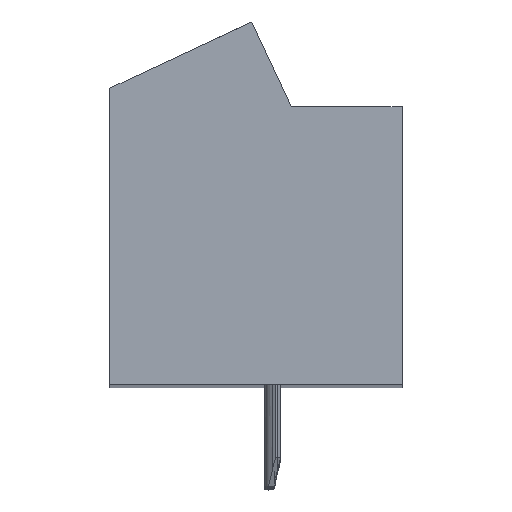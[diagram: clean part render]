
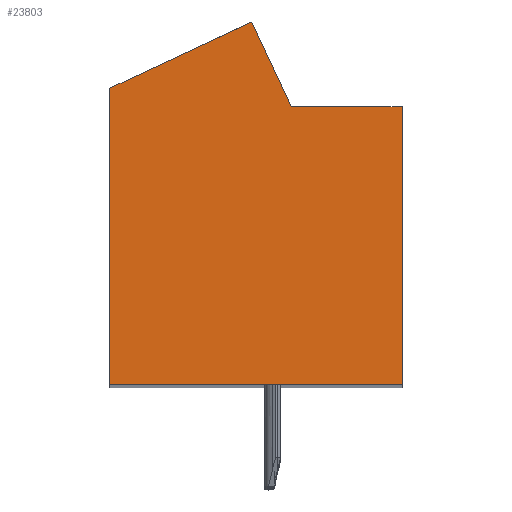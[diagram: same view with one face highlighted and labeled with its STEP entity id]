
A CAD part, top view. The second image highlights one B-rep face of the part: STEP entity #23803.
In plain terms, the highlighted planar face has unit normal (0, 0, 1).
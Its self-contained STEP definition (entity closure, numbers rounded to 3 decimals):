
#8301=DIRECTION('',(-1.,0.,0.));
#8302=VECTOR('',#8301,3.79);
#8303=CARTESIAN_POINT('',(5.002,3.3,68.25));
#8304=LINE('',#8303,#8302);
#8305=DIRECTION('',(0.,1.,0.));
#8306=VECTOR('',#8305,9.5);
#8307=CARTESIAN_POINT('',(5.002,-6.2,68.25));
#8308=LINE('',#8307,#8306);
#8309=DIRECTION('',(1.,0.,0.));
#8310=VECTOR('',#8309,10.);
#8311=CARTESIAN_POINT('',(-4.998,-6.2,68.25));
#8312=LINE('',#8311,#8310);
#8313=DIRECTION('',(0.,-1.,0.));
#8314=VECTOR('',#8313,10.135);
#8315=CARTESIAN_POINT('',(-4.998,3.935,68.25));
#8316=LINE('',#8315,#8314);
#8317=DIRECTION('',(-0.906,-0.423,0.));
#8318=VECTOR('',#8317,5.36);
#8319=CARTESIAN_POINT('',(-0.14,6.2,68.25));
#8320=LINE('',#8319,#8318);
#8321=DIRECTION('',(-0.423,0.906,0.));
#8322=VECTOR('',#8321,3.2);
#8323=CARTESIAN_POINT('',(1.212,3.3,68.25));
#8324=LINE('',#8323,#8322);
#10237=CARTESIAN_POINT('',(5.002,3.3,68.25));
#10238=CARTESIAN_POINT('',(1.212,3.3,68.25));
#10239=VERTEX_POINT('',#10237);
#10240=VERTEX_POINT('',#10238);
#10241=CARTESIAN_POINT('',(-0.14,6.2,68.25));
#10242=VERTEX_POINT('',#10241);
#10243=CARTESIAN_POINT('',(-4.998,3.935,68.25));
#10244=VERTEX_POINT('',#10243);
#10245=CARTESIAN_POINT('',(-4.998,-6.2,68.25));
#10246=VERTEX_POINT('',#10245);
#10247=CARTESIAN_POINT('',(5.002,-6.2,68.25));
#10248=VERTEX_POINT('',#10247);
#23790=CARTESIAN_POINT('',(0.,0.,68.25));
#23791=DIRECTION('',(0.,0.,1.));
#23792=DIRECTION('',(1.,0.,0.));
#23793=AXIS2_PLACEMENT_3D('',#23790,#23791,#23792);
#23794=PLANE('',#23793);
#23795=ORIENTED_EDGE('',*,*,#13114,.F.);
#23796=ORIENTED_EDGE('',*,*,#13129,.F.);
#23797=ORIENTED_EDGE('',*,*,#13143,.F.);
#23798=ORIENTED_EDGE('',*,*,#13520,.F.);
#23799=ORIENTED_EDGE('',*,*,#14326,.F.);
#23800=ORIENTED_EDGE('',*,*,#23784,.F.);
#23801=EDGE_LOOP('',(#23795,#23796,#23797,#23798,#23799,#23800));
#23802=FACE_OUTER_BOUND('',#23801,.F.);
#13114=EDGE_CURVE('',#10239,#10240,#8304,.T.);
#13129=EDGE_CURVE('',#10248,#10239,#8308,.T.);
#13143=EDGE_CURVE('',#10246,#10248,#8312,.T.);
#13520=EDGE_CURVE('',#10244,#10246,#8316,.T.);
#14326=EDGE_CURVE('',#10242,#10244,#8320,.T.);
#23784=EDGE_CURVE('',#10240,#10242,#8324,.T.);
#23803=ADVANCED_FACE('',(#23802),#23794,.T.);
